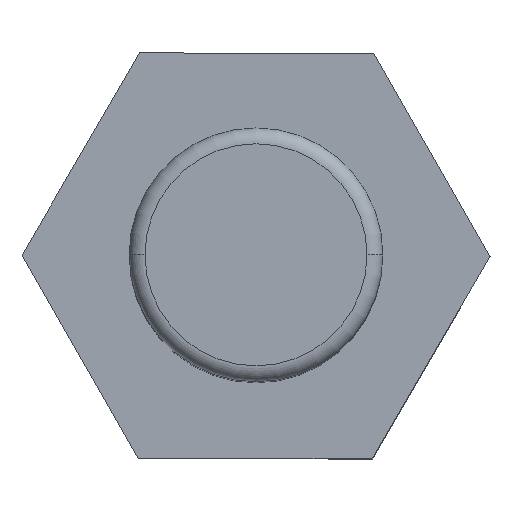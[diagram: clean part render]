
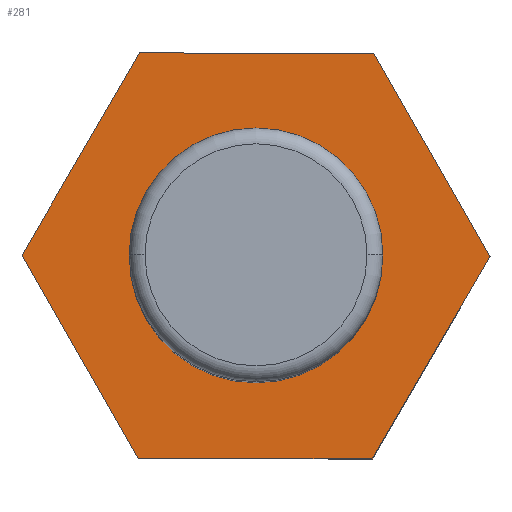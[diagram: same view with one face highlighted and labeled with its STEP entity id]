
A CAD part, top view. The second image highlights one B-rep face of the part: STEP entity #281.
In plain terms, the highlighted planar face has unit normal (0, 0, 1).
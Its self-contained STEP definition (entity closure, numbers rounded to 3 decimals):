
#1 = ORIENTED_EDGE ( 'NONE', *, *, #401, .T. ) ;
#9 = LINE ( 'NONE', #77, #163 ) ;
#11 = LINE ( 'NONE', #348, #415 ) ;
#18 = CARTESIAN_POINT ( 'NONE',  ( -4., 0., 2.95 ) ) ;
#20 = DIRECTION ( 'NONE',  ( 0.497, -0.868, 0. ) ) ;
#24 = DIRECTION ( 'NONE',  ( 1., 0., 0. ) ) ;
#32 = AXIS2_PLACEMENT_3D ( 'NONE', #133, #337, #272 ) ;
#38 = CIRCLE ( 'NONE', #32, 4. ) ;
#46 = VERTEX_POINT ( 'NONE', #377 ) ;
#50 = DIRECTION ( 'NONE',  ( -1., 0.004, 0. ) ) ;
#59 = CARTESIAN_POINT ( 'NONE',  ( 3.713, 6.376, 2.95 ) ) ;
#60 = VECTOR ( 'NONE', #20, 1000. ) ;
#71 = CARTESIAN_POINT ( 'NONE',  ( -7.378, 0.027, 2.95 ) ) ;
#74 = DIRECTION ( 'NONE',  ( 1., 0., 0. ) ) ;
#77 = CARTESIAN_POINT ( 'NONE',  ( 3.666, -6.404, 2.95 ) ) ;
#82 = VERTEX_POINT ( 'NONE', #18 ) ;
#84 = CARTESIAN_POINT ( 'NONE',  ( -3.713, -6.376, 2.95 ) ) ;
#91 = ORIENTED_EDGE ( 'NONE', *, *, #158, .T. ) ;
#92 = EDGE_CURVE ( 'NONE', #194, #285, #152, .T. ) ;
#99 = FACE_BOUND ( 'NONE', #140, .T. ) ;
#113 = DIRECTION ( 'NONE',  ( 0.503, 0.864, 0. ) ) ;
#116 = CARTESIAN_POINT ( 'NONE',  ( -7.378, 0.027, 2.95 ) ) ;
#117 = VECTOR ( 'NONE', #356, 1000. ) ;
#133 = CARTESIAN_POINT ( 'NONE',  ( 0., 0., 2.95 ) ) ;
#140 = EDGE_LOOP ( 'NONE', ( #303, #422 ) ) ;
#142 = ORIENTED_EDGE ( 'NONE', *, *, #430, .T. ) ;
#144 = ORIENTED_EDGE ( 'NONE', *, *, #313, .T. ) ;
#147 = ORIENTED_EDGE ( 'NONE', *, *, #396, .T. ) ;
#152 = LINE ( 'NONE', #326, #223 ) ;
#158 = EDGE_CURVE ( 'NONE', #310, #210, #388, .T. ) ;
#163 = VECTOR ( 'NONE', #113, 1000. ) ;
#165 = CARTESIAN_POINT ( 'NONE',  ( 7.378, -0.027, 2.95 ) ) ;
#166 = PLANE ( 'NONE',  #330 ) ;
#188 = LINE ( 'NONE', #387, #338 ) ;
#194 = VERTEX_POINT ( 'NONE', #165 ) ;
#200 = CARTESIAN_POINT ( 'NONE',  ( 0., 0., 2.95 ) ) ;
#210 = VERTEX_POINT ( 'NONE', #235 ) ;
#220 = EDGE_CURVE ( 'NONE', #82, #46, #38, .T. ) ;
#223 = VECTOR ( 'NONE', #290, 1000. ) ;
#235 = CARTESIAN_POINT ( 'NONE',  ( 3.666, -6.404, 2.95 ) ) ;
#251 = CARTESIAN_POINT ( 'NONE',  ( 0., 0., 2.95 ) ) ;
#272 = DIRECTION ( 'NONE',  ( 1., 0., 0. ) ) ;
#277 = EDGE_LOOP ( 'NONE', ( #416, #142, #144, #1, #91, #147 ) ) ;
#281 = ADVANCED_FACE ( 'NONE', ( #99, #397 ), #166, .T. ) ;
#284 = CARTESIAN_POINT ( 'NONE',  ( -3.666, 6.404, 2.95 ) ) ;
#285 = VERTEX_POINT ( 'NONE', #59 ) ;
#290 = DIRECTION ( 'NONE',  ( -0.497, 0.868, 0. ) ) ;
#303 = ORIENTED_EDGE ( 'NONE', *, *, #220, .F. ) ;
#310 = VERTEX_POINT ( 'NONE', #341 ) ;
#313 = EDGE_CURVE ( 'NONE', #339, #347, #11, .T. ) ;
#326 = CARTESIAN_POINT ( 'NONE',  ( 7.378, -0.027, 2.95 ) ) ;
#328 = LINE ( 'NONE', #116, #60 ) ;
#330 = AXIS2_PLACEMENT_3D ( 'NONE', #200, #333, #24 ) ;
#333 = DIRECTION ( 'NONE',  ( 0., 0., 1. ) ) ;
#334 = AXIS2_PLACEMENT_3D ( 'NONE', #251, #380, #74 ) ;
#337 = DIRECTION ( 'NONE',  ( 0., 0., 1. ) ) ;
#338 = VECTOR ( 'NONE', #50, 1000. ) ;
#339 = VERTEX_POINT ( 'NONE', #284 ) ;
#341 = CARTESIAN_POINT ( 'NONE',  ( -3.713, -6.376, 2.95 ) ) ;
#345 = DIRECTION ( 'NONE',  ( -0.503, -0.864, 0. ) ) ;
#346 = CIRCLE ( 'NONE', #334, 4. ) ;
#347 = VERTEX_POINT ( 'NONE', #71 ) ;
#348 = CARTESIAN_POINT ( 'NONE',  ( -3.666, 6.404, 2.95 ) ) ;
#356 = DIRECTION ( 'NONE',  ( 1., -0.004, 0. ) ) ;
#377 = CARTESIAN_POINT ( 'NONE',  ( 4., 0., 2.95 ) ) ;
#380 = DIRECTION ( 'NONE',  ( 0., 0., 1. ) ) ;
#387 = CARTESIAN_POINT ( 'NONE',  ( 3.713, 6.376, 2.95 ) ) ;
#388 = LINE ( 'NONE', #84, #117 ) ;
#393 = EDGE_CURVE ( 'NONE', #46, #82, #346, .T. ) ;
#396 = EDGE_CURVE ( 'NONE', #210, #194, #9, .T. ) ;
#397 = FACE_OUTER_BOUND ( 'NONE', #277, .T. ) ;
#401 = EDGE_CURVE ( 'NONE', #347, #310, #328, .T. ) ;
#415 = VECTOR ( 'NONE', #345, 1000. ) ;
#416 = ORIENTED_EDGE ( 'NONE', *, *, #92, .T. ) ;
#422 = ORIENTED_EDGE ( 'NONE', *, *, #393, .F. ) ;
#430 = EDGE_CURVE ( 'NONE', #285, #339, #188, .T. ) ;
